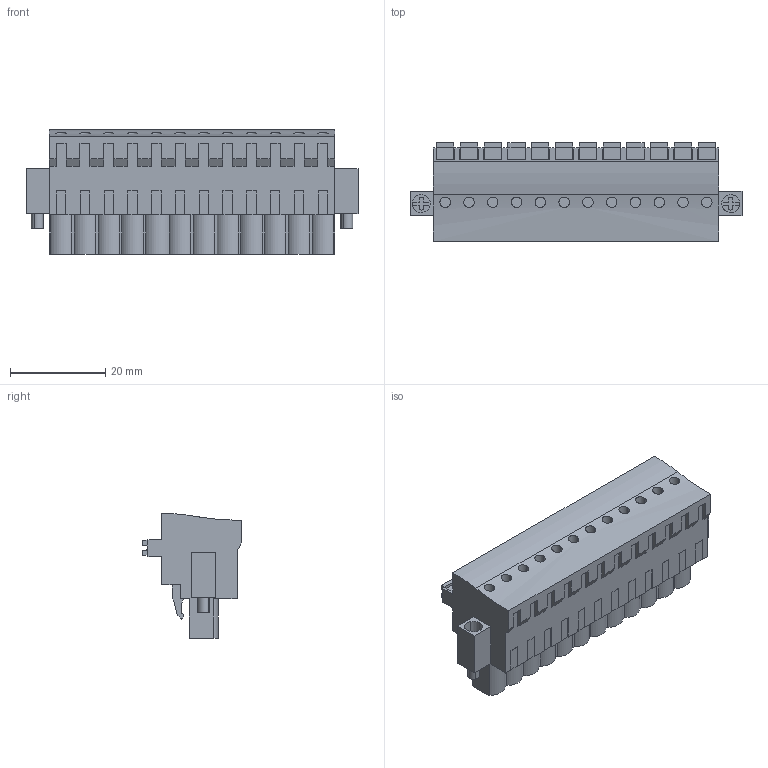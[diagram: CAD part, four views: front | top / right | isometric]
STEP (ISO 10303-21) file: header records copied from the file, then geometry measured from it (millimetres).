
FILE_DESCRIPTION(('CATIA V5 STEP Exchange','CAx-IF Rec.Pracs.--- Model Styling and Organization---1.2---2011-12-15'),'2;1');
FILE_NAME ('D1461110_0_1980740000_1980740000.stp','2017-09-23T15:20:11+00:00',('none'),('Weidmueller'),'CATIA Version 5-6 Release 2014','CATIA V5 STEP AP214','none');
FILE_SCHEMA(('AUTOMOTIVE_DESIGN { 1 0 10303 214 1 1 1 1 }'));
Length unit declared in the file: millimetre
Products named in the file (1): 1980740000
Bounding box: 69.8 x 20.79 x 26.24 mm (x, y, z)
Volume: 18579.9 mm3; surface area: 8886 mm2
Topology: 15 solids, 15 shells, 825 faces, 2338 edges, 1597 vertices
Faces by surface type: plane 653, cylinder 164, extrusion 8
Entity records: 24833 total; most frequent: CARTESIAN_POINT 4850, ORIENTED_EDGE 4676, DIRECTION 3171, EDGE_CURVE 2338, VECTOR 1953, LINE 1945, VERTEX_POINT 1597, EDGE_LOOP 883
